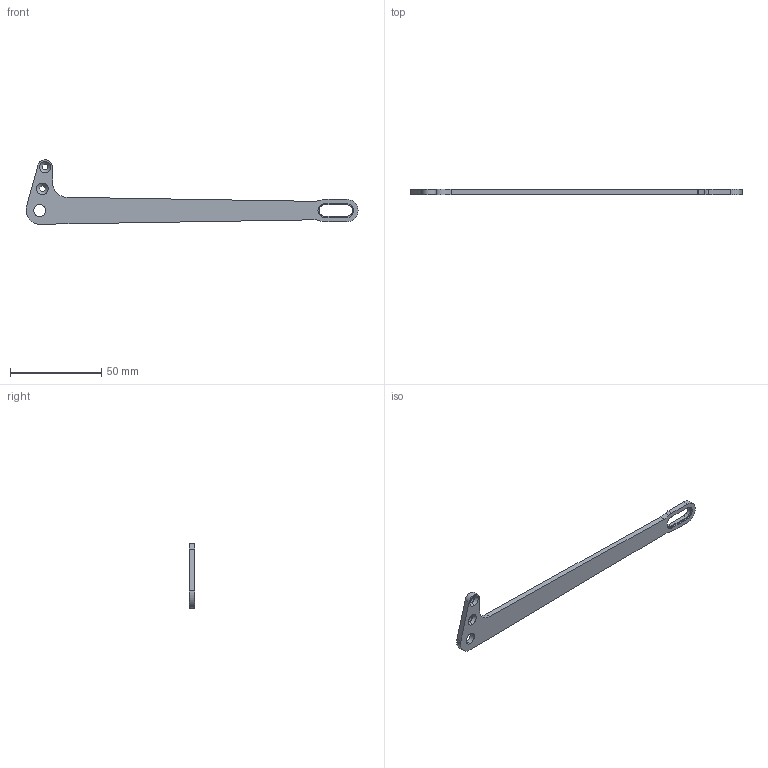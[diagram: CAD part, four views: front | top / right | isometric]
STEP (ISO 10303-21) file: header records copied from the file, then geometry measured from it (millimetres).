
FILE_DESCRIPTION (( 'STEP AP214' ), '1' );
FILE_NAME ('G-USS19-015.STEP', '2018-11-26T07:28:24', ( 'Baume' ), ( '' ), 'SwSTEP 2.0', 'SolidWorks 2016', '' );
FILE_SCHEMA (( 'AUTOMOTIVE_DESIGN' ));
Length unit declared in the file: millimetre
Products named in the file (1): G-USS19-015
Bounding box: 181.63 x 3 x 35.32 mm (x, y, z)
Volume: 6866.9 mm3; surface area: 6089.8 mm2
Topology: 1 solids, 1 shells, 37 faces, 98 edges, 64 vertices
Faces by surface type: cylinder 20, plane 13, cone 4
Entity records: 1214 total; most frequent: DIRECTION 218, CARTESIAN_POINT 200, ORIENTED_EDGE 196, EDGE_CURVE 98, AXIS2_PLACEMENT_3D 82, VERTEX_POINT 64, LINE 54, VECTOR 54
